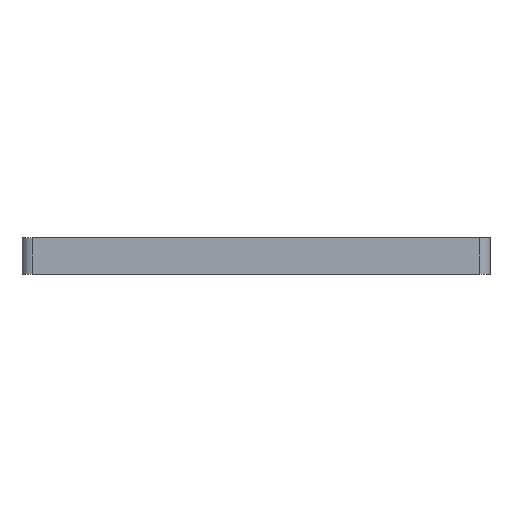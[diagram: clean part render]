
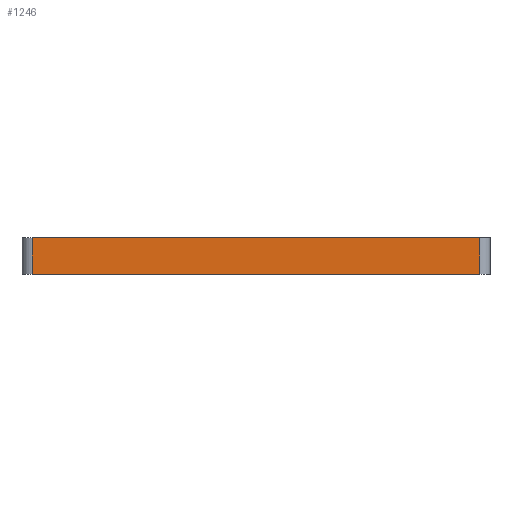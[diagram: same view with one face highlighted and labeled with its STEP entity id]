
A CAD part, left-side view. The second image highlights one B-rep face of the part: STEP entity #1246.
In plain terms, the highlighted planar face has unit normal (-1, 0, 0).
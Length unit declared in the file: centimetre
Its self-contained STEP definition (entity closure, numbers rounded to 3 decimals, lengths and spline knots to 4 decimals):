
#107=VECTOR('',#1774,1.);
#117=VECTOR('',#1909,1.);
#121=VECTOR('',#1922,1.);
#123=VECTOR('',#1925,1.);
#167=LINE('',#1463,#107);
#177=LINE('',#1584,#117);
#181=LINE('',#1597,#121);
#183=LINE('',#1600,#123);
#244=PLANE('',#1379);
#310=VERTEX_POINT('',#1450);
#316=VERTEX_POINT('',#1462);
#363=VERTEX_POINT('',#1581);
#368=VERTEX_POINT('',#1596);
#502=EDGE_CURVE('',#310,#316,#167,.T.);
#551=EDGE_CURVE('',#310,#363,#177,.T.);
#557=EDGE_CURVE('',#368,#316,#181,.T.);
#559=EDGE_CURVE('',#368,#363,#183,.T.);
#868=ORIENTED_EDGE('',*,*,#551,.F.);
#869=ORIENTED_EDGE('',*,*,#502,.T.);
#870=ORIENTED_EDGE('',*,*,#557,.F.);
#871=ORIENTED_EDGE('',*,*,#559,.T.);
#1028=EDGE_LOOP('',(#868,#869,#870,#871));
#1185=FACE_BOUND('',#1028,.T.);
#1246=ADVANCED_FACE('',(#1185),#244,.T.);
#1379=AXIS2_PLACEMENT_3D('',#1684,#1989,$);
#1450=CARTESIAN_POINT('',(-3.025,4.275,0.));
#1462=CARTESIAN_POINT('',(-3.025,-4.275,0.));
#1463=CARTESIAN_POINT('',(-3.025,4.475,0.));
#1581=CARTESIAN_POINT('',(-3.025,4.275,0.7));
#1584=CARTESIAN_POINT('',(-3.025,4.275,0.));
#1596=CARTESIAN_POINT('',(-3.025,-4.275,0.7));
#1597=CARTESIAN_POINT('',(-3.025,-4.275,0.));
#1600=CARTESIAN_POINT('',(-3.025,4.475,0.7));
#1684=CARTESIAN_POINT('',(-3.025,0.,0.));
#1774=DIRECTION('',(0.,-1.,0.));
#1909=DIRECTION('',(0.,0.,1.));
#1922=DIRECTION('',(0.,0.,-1.));
#1925=DIRECTION('',(0.,1.,0.));
#1989=DIRECTION('',(-1.,0.,0.));
